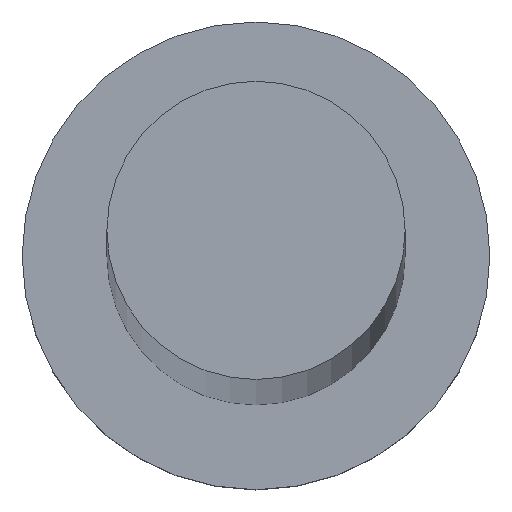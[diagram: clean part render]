
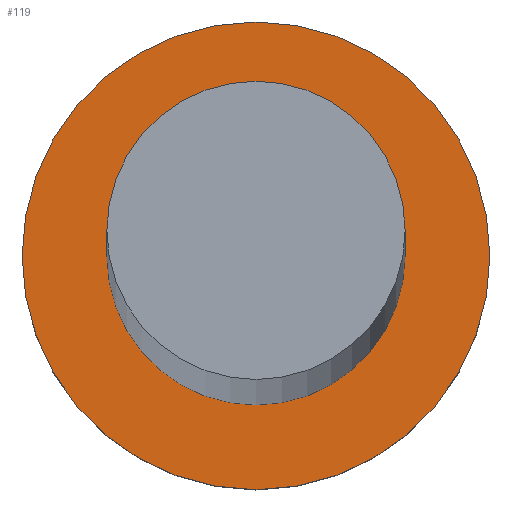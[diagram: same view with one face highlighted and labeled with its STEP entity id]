
A CAD part, top view. The second image highlights one B-rep face of the part: STEP entity #119.
In plain terms, the highlighted planar face has unit normal (0, 0, 1).
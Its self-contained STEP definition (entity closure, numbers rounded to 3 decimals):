
#5 = CIRCLE ( 'NONE', #60, 5.1 ) ;
#12 = CARTESIAN_POINT ( 'NONE',  ( -5.1, 0., 5. ) ) ;
#29 = CARTESIAN_POINT ( 'NONE',  ( 0., 0., 5. ) ) ;
#34 = DIRECTION ( 'NONE',  ( 1., 0., 0. ) ) ;
#51 = CARTESIAN_POINT ( 'NONE',  ( 5.1, 0., 5. ) ) ;
#54 = CARTESIAN_POINT ( 'NONE',  ( 0., 0., 5. ) ) ;
#60 = AXIS2_PLACEMENT_3D ( 'NONE', #246, #226, #88 ) ;
#88 = DIRECTION ( 'NONE',  ( 1., 0., 0. ) ) ;
#94 = FACE_OUTER_BOUND ( 'NONE', #114, .T. ) ;
#96 = AXIS2_PLACEMENT_3D ( 'NONE', #54, #194, #34 ) ;
#102 = ORIENTED_EDGE ( 'NONE', *, *, #249, .F. ) ;
#111 = CARTESIAN_POINT ( 'NONE',  ( 0., 0., 5. ) ) ;
#112 = AXIS2_PLACEMENT_3D ( 'NONE', #111, #155, #218 ) ;
#113 = ORIENTED_EDGE ( 'NONE', *, *, #129, .T. ) ;
#114 = EDGE_LOOP ( 'NONE', ( #127, #113 ) ) ;
#119 = ADVANCED_FACE ( 'NONE', ( #195, #94 ), #214, .T. ) ;
#125 = VERTEX_POINT ( 'NONE', #12 ) ;
#127 = ORIENTED_EDGE ( 'NONE', *, *, #213, .T. ) ;
#129 = EDGE_CURVE ( 'NONE', #216, #158, #225, .T. ) ;
#132 = DIRECTION ( 'NONE',  ( 1., 0., 0. ) ) ;
#142 = CIRCLE ( 'NONE', #188, 5.1 ) ;
#143 = ORIENTED_EDGE ( 'NONE', *, *, #151, .F. ) ;
#151 = EDGE_CURVE ( 'NONE', #204, #125, #5, .T. ) ;
#152 = CARTESIAN_POINT ( 'NONE',  ( -8., 0., 5. ) ) ;
#155 = DIRECTION ( 'NONE',  ( 0., 0., 1. ) ) ;
#158 = VERTEX_POINT ( 'NONE', #152 ) ;
#160 = CIRCLE ( 'NONE', #252, 8. ) ;
#186 = DIRECTION ( 'NONE',  ( 0., 0., 1. ) ) ;
#188 = AXIS2_PLACEMENT_3D ( 'NONE', #29, #186, #189 ) ;
#189 = DIRECTION ( 'NONE',  ( 1., 0., 0. ) ) ;
#194 = DIRECTION ( 'NONE',  ( 0., 0., 1. ) ) ;
#195 = FACE_BOUND ( 'NONE', #241, .T. ) ;
#204 = VERTEX_POINT ( 'NONE', #51 ) ;
#206 = DIRECTION ( 'NONE',  ( 0., 0., 1. ) ) ;
#209 = CARTESIAN_POINT ( 'NONE',  ( 0., 0., 5. ) ) ;
#213 = EDGE_CURVE ( 'NONE', #158, #216, #160, .T. ) ;
#214 = PLANE ( 'NONE',  #96 ) ;
#216 = VERTEX_POINT ( 'NONE', #250 ) ;
#218 = DIRECTION ( 'NONE',  ( 1., 0., 0. ) ) ;
#225 = CIRCLE ( 'NONE', #112, 8. ) ;
#226 = DIRECTION ( 'NONE',  ( 0., 0., 1. ) ) ;
#241 = EDGE_LOOP ( 'NONE', ( #102, #143 ) ) ;
#246 = CARTESIAN_POINT ( 'NONE',  ( 0., 0., 5. ) ) ;
#249 = EDGE_CURVE ( 'NONE', #125, #204, #142, .T. ) ;
#250 = CARTESIAN_POINT ( 'NONE',  ( 8., 0., 5. ) ) ;
#252 = AXIS2_PLACEMENT_3D ( 'NONE', #209, #206, #132 ) ;
